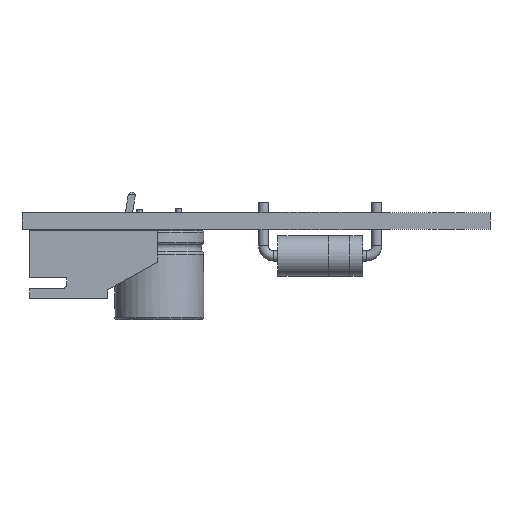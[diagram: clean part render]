
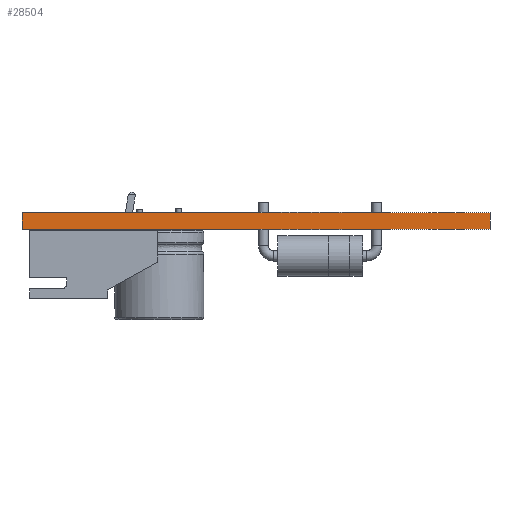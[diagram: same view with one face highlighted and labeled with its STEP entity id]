
A CAD part, front view. The second image highlights one B-rep face of the part: STEP entity #28504.
In plain terms, the highlighted planar face has unit normal (0, -1, 0).
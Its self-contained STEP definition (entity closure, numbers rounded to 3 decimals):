
#28504 = ADVANCED_FACE('',(#28505),#28539,.T.);
#28505 = FACE_BOUND('',#28506,.T.);
#28506 = EDGE_LOOP('',(#28507,#28517,#28525,#28533));
#28507 = ORIENTED_EDGE('',*,*,#28508,.T.);
#28508 = EDGE_CURVE('',#28509,#28511,#28513,.T.);
#28509 = VERTEX_POINT('',#28510);
#28510 = CARTESIAN_POINT('',(124.46,-78.48,0.));
#28511 = VERTEX_POINT('',#28512);
#28512 = CARTESIAN_POINT('',(124.46,-78.48,1.51));
#28513 = LINE('',#28514,#28515);
#28514 = CARTESIAN_POINT('',(124.46,-78.48,0.));
#28515 = VECTOR('',#28516,1.);
#28516 = DIRECTION('',(0.,0.,1.));
#28517 = ORIENTED_EDGE('',*,*,#28518,.T.);
#28518 = EDGE_CURVE('',#28511,#28519,#28521,.T.);
#28519 = VERTEX_POINT('',#28520);
#28520 = CARTESIAN_POINT('',(82.46,-78.48,1.51));
#28521 = LINE('',#28522,#28523);
#28522 = CARTESIAN_POINT('',(124.46,-78.48,1.51));
#28523 = VECTOR('',#28524,1.);
#28524 = DIRECTION('',(-1.,0.,0.));
#28525 = ORIENTED_EDGE('',*,*,#28526,.F.);
#28526 = EDGE_CURVE('',#28527,#28519,#28529,.T.);
#28527 = VERTEX_POINT('',#28528);
#28528 = CARTESIAN_POINT('',(82.46,-78.48,0.));
#28529 = LINE('',#28530,#28531);
#28530 = CARTESIAN_POINT('',(82.46,-78.48,0.));
#28531 = VECTOR('',#28532,1.);
#28532 = DIRECTION('',(0.,0.,1.));
#28533 = ORIENTED_EDGE('',*,*,#28534,.F.);
#28534 = EDGE_CURVE('',#28509,#28527,#28535,.T.);
#28535 = LINE('',#28536,#28537);
#28536 = CARTESIAN_POINT('',(124.46,-78.48,0.));
#28537 = VECTOR('',#28538,1.);
#28538 = DIRECTION('',(-1.,0.,0.));
#28539 = PLANE('',#28540);
#28540 = AXIS2_PLACEMENT_3D('',#28541,#28542,#28543);
#28541 = CARTESIAN_POINT('',(124.46,-78.48,0.));
#28542 = DIRECTION('',(0.,-1.,0.));
#28543 = DIRECTION('',(-1.,0.,0.));
